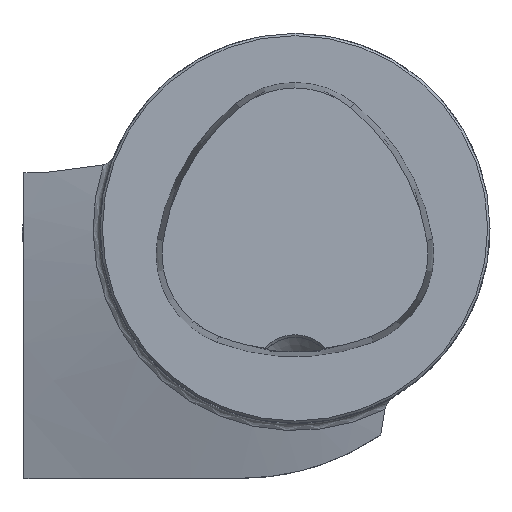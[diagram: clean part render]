
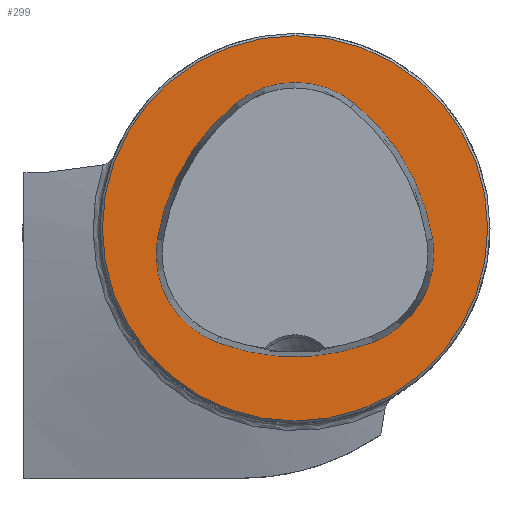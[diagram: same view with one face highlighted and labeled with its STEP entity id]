
A CAD part, top view. The second image highlights one B-rep face of the part: STEP entity #299.
In plain terms, the highlighted planar face has unit normal (0, 0, 1).
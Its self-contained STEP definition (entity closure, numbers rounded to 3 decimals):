
#127=FACE_BOUND('',#594,.T.);
#128=FACE_BOUND('',#595,.T.);
#236=CIRCLE('',#2403,28.075);
#238=CIRCLE('',#2406,28.075);
#239=CIRCLE('',#2407,12.075);
#240=CIRCLE('',#2408,28.075);
#241=CIRCLE('',#2409,12.075);
#242=CIRCLE('',#2410,12.075);
#243=CIRCLE('',#2411,24.7);
#299=ADVANCED_FACE('CU_E_LO_SU_1',(#127,#128),#409,.T.);
#409=PLANE('',#2412);
#594=EDGE_LOOP('',(#948,#949,#950,#951,#952,#953));
#595=EDGE_LOOP('',(#954));
#948=ORIENTED_EDGE('',*,*,#1758,.F.);
#949=ORIENTED_EDGE('',*,*,#1759,.F.);
#950=ORIENTED_EDGE('',*,*,#1760,.F.);
#951=ORIENTED_EDGE('',*,*,#1761,.F.);
#952=ORIENTED_EDGE('',*,*,#1755,.F.);
#953=ORIENTED_EDGE('',*,*,#1762,.F.);
#954=ORIENTED_EDGE('',*,*,#1763,.T.);
#1521=VERTEX_POINT('',#3842);
#1522=VERTEX_POINT('',#3844);
#1524=VERTEX_POINT('',#3850);
#1525=VERTEX_POINT('',#3851);
#1526=VERTEX_POINT('',#3853);
#1527=VERTEX_POINT('',#3855);
#1528=VERTEX_POINT('',#3859);
#1755=EDGE_CURVE('',#1521,#1522,#236,.T.);
#1758=EDGE_CURVE('',#1524,#1525,#238,.T.);
#1759=EDGE_CURVE('',#1526,#1524,#239,.T.);
#1760=EDGE_CURVE('',#1527,#1526,#240,.T.);
#1761=EDGE_CURVE('',#1522,#1527,#241,.T.);
#1762=EDGE_CURVE('',#1525,#1521,#242,.T.);
#1763=EDGE_CURVE('',#1528,#1528,#243,.T.);
#2403=AXIS2_PLACEMENT_3D('',#3843,#2752,#2753);
#2406=AXIS2_PLACEMENT_3D('',#3849,#2759,#2760);
#2407=AXIS2_PLACEMENT_3D('',#3852,#2761,#2762);
#2408=AXIS2_PLACEMENT_3D('',#3854,#2763,#2764);
#2409=AXIS2_PLACEMENT_3D('',#3856,#2765,#2766);
#2410=AXIS2_PLACEMENT_3D('',#3857,#2767,#2768);
#2411=AXIS2_PLACEMENT_3D('',#3858,#2769,#2770);
#2412=AXIS2_PLACEMENT_3D('',#3860,#2771,#2772);
#2752=DIRECTION('',(0.,0.,1.));
#2753=DIRECTION('',(1.,0.,0.));
#2759=DIRECTION('',(0.,0.,1.));
#2760=DIRECTION('',(1.,0.,0.));
#2761=DIRECTION('',(0.,0.,1.));
#2762=DIRECTION('',(1.,0.,0.));
#2763=DIRECTION('',(0.,0.,1.));
#2764=DIRECTION('',(1.,0.,0.));
#2765=DIRECTION('',(0.,0.,1.));
#2766=DIRECTION('',(1.,0.,0.));
#2767=DIRECTION('',(0.,0.,1.));
#2768=DIRECTION('',(1.,0.,0.));
#2769=DIRECTION('',(0.,0.,1.));
#2770=DIRECTION('',(1.,0.,0.));
#2771=DIRECTION('',(0.,0.,1.));
#2772=DIRECTION('',(1.,0.,0.));
#3842=CARTESIAN_POINT('',(-10.05,-14.595,0.));
#3843=CARTESIAN_POINT('',(0.,11.62,0.));
#3844=CARTESIAN_POINT('',(10.05,-14.595,0.));
#3849=CARTESIAN_POINT('',(10.078,-5.807,0.));
#3850=CARTESIAN_POINT('',(-7.606,15.999,0.));
#3851=CARTESIAN_POINT('',(-17.656,-1.443,0.));
#3852=CARTESIAN_POINT('',(0.,6.62,0.));
#3853=CARTESIAN_POINT('',(7.606,15.999,0.));
#3854=CARTESIAN_POINT('',(-10.078,-5.807,0.));
#3855=CARTESIAN_POINT('',(17.656,-1.443,0.));
#3856=CARTESIAN_POINT('',(5.727,-3.32,0.));
#3857=CARTESIAN_POINT('',(-5.727,-3.32,0.));
#3858=CARTESIAN_POINT('',(0.,0.,0.));
#3859=CARTESIAN_POINT('',(24.7,0.,0.));
#3860=CARTESIAN_POINT('',(0.,0.,0.));
